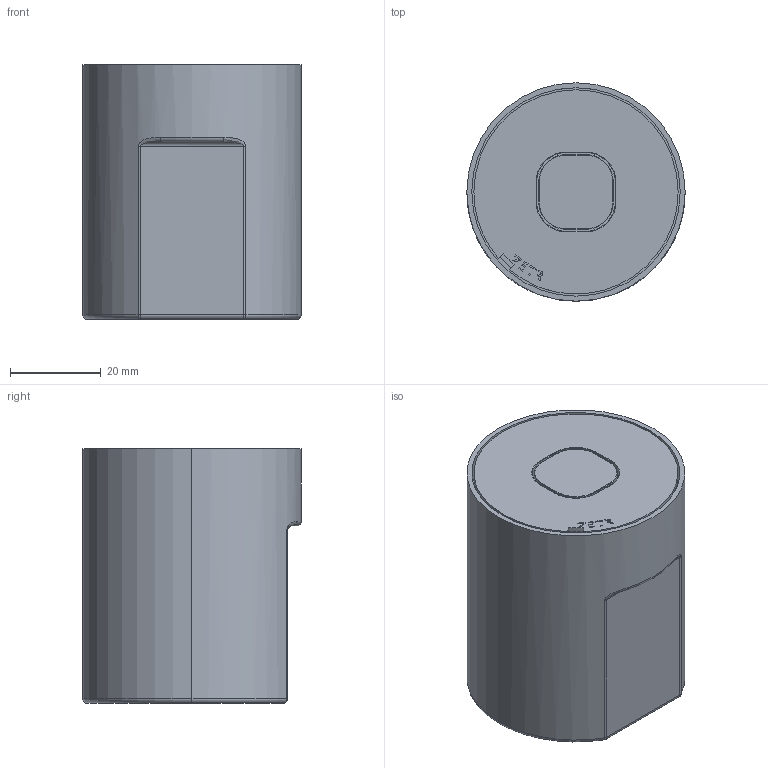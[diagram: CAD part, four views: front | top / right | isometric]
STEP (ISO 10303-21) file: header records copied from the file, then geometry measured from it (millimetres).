
FILE_DESCRIPTION (( 'STEP AP214' ), '1' );
FILE_NAME ('ZETR_BIM 48-1FC.STEP', '2025-09-05T03:47:15', ( '' ), ( '' ), 'SwSTEP 2.0', 'SolidWorks 2025', '' );
FILE_SCHEMA (( 'AUTOMOTIVE_DESIGN' ));
Length unit declared in the file: millimetre
Products named in the file (1): ZETR_BIM 48-1FC
Bounding box: 48 x 48 x 56 mm (x, y, z)
Volume: 43192 mm3; surface area: 28847.8 mm2
Topology: 3 solids, 3 shells, 183 faces, 434 edges, 264 vertices
Faces by surface type: plane 85, cylinder 59, torus 19, cone 10, sphere 6, bspline 4
Entity records: 5522 total; most frequent: CARTESIAN_POINT 1210, DIRECTION 933, ORIENTED_EDGE 856, EDGE_CURVE 428, AXIS2_PLACEMENT_3D 341, VERTEX_POINT 264, VECTOR 251, LINE 251
